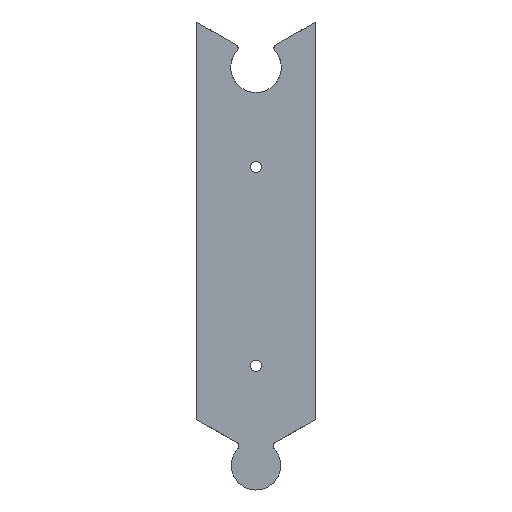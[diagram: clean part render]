
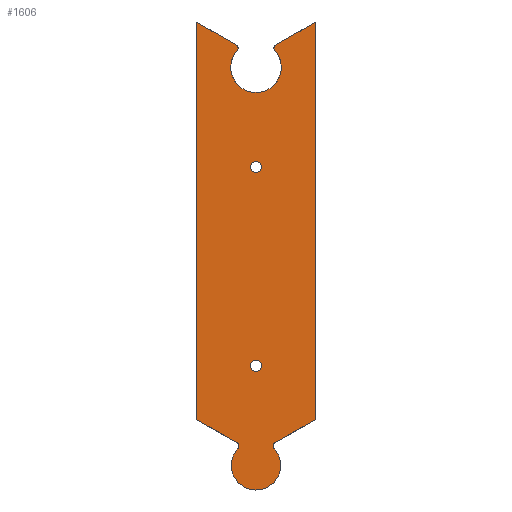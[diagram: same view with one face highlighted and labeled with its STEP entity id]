
A CAD part, front view. The second image highlights one B-rep face of the part: STEP entity #1606.
In plain terms, the highlighted planar face has unit normal (0, -1, 0).
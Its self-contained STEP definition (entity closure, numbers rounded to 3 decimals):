
#455=DIRECTION('',(0.866,0.,0.5));
#456=VECTOR('',#455,23.129);
#457=CARTESIAN_POINT('',(9.77,0.,-211.749));
#458=LINE('',#457,#456);
#462=CARTESIAN_POINT('',(10.82,0.,-213.568));
#463=DIRECTION('',(0.,1.,0.));
#464=DIRECTION('',(-0.746,0.,-0.666));
#465=AXIS2_PLACEMENT_3D('',#462,#463,#464);
#470=CARTESIAN_POINT('',(0.,0.,-223.22));
#471=DIRECTION('',(0.,-1.,0.));
#472=DIRECTION('',(-0.746,0.,0.666));
#473=AXIS2_PLACEMENT_3D('',#470,#471,#472);
#478=CARTESIAN_POINT('',(-10.82,0.,-213.568));
#479=DIRECTION('',(0.,1.,0.));
#480=DIRECTION('',(0.5,0.,0.866));
#481=AXIS2_PLACEMENT_3D('',#478,#479,#480);
#486=DIRECTION('',(0.866,0.,-0.5));
#487=VECTOR('',#486,23.129);
#488=CARTESIAN_POINT('',(-29.8,0.,-200.185));
#489=LINE('',#488,#487);
#493=DIRECTION('',(-0.866,0.,0.5));
#494=VECTOR('',#493,22.955);
#495=CARTESIAN_POINT('',(-9.92,0.,-11.709));
#496=LINE('',#495,#494);
#500=CARTESIAN_POINT('',(-10.82,0.,-13.268));
#501=DIRECTION('',(0.,-1.,0.));
#502=DIRECTION('',(0.746,0.,-0.666));
#503=AXIS2_PLACEMENT_3D('',#500,#501,#502);
#508=CARTESIAN_POINT('',(0.,0.,-22.92));
#509=DIRECTION('',(0.,1.,0.));
#510=DIRECTION('',(0.746,0.,0.666));
#511=AXIS2_PLACEMENT_3D('',#508,#509,#510);
#516=CARTESIAN_POINT('',(10.82,0.,-13.268));
#517=DIRECTION('',(0.,-1.,0.));
#518=DIRECTION('',(-0.5,0.,0.866));
#519=AXIS2_PLACEMENT_3D('',#516,#517,#518);
#524=DIRECTION('',(-0.866,0.,-0.5));
#525=VECTOR('',#524,22.955);
#526=CARTESIAN_POINT('',(29.8,0.,-0.231));
#527=LINE('',#526,#525);
#531=CARTESIAN_POINT('',(0.,0.,-73.07));
#532=DIRECTION('',(0.,1.,0.));
#533=DIRECTION('',(0.,0.,-1.));
#534=AXIS2_PLACEMENT_3D('',#531,#532,#533);
#539=CARTESIAN_POINT('',(0.,0.,-73.07));
#540=DIRECTION('',(0.,1.,0.));
#541=DIRECTION('',(0.,0.,1.));
#542=AXIS2_PLACEMENT_3D('',#539,#540,#541);
#547=CARTESIAN_POINT('',(0.,0.,-173.07));
#548=DIRECTION('',(0.,1.,0.));
#549=DIRECTION('',(0.,0.,-1.));
#550=AXIS2_PLACEMENT_3D('',#547,#548,#549);
#555=CARTESIAN_POINT('',(0.,0.,-173.07));
#556=DIRECTION('',(0.,1.,0.));
#557=DIRECTION('',(0.,0.,1.));
#558=AXIS2_PLACEMENT_3D('',#555,#556,#557);
#663=CARTESIAN_POINT('',(29.8,0.,-200.185));
#672=DIRECTION('',(0.,0.,-1.));
#673=VECTOR('',#672,199.954);
#674=CARTESIAN_POINT('',(29.8,0.,-0.231));
#675=LINE('',#674,#673);
#790=DIRECTION('',(0.,0.,1.));
#791=VECTOR('',#790,199.954);
#792=CARTESIAN_POINT('',(-29.8,0.,-200.185));
#793=LINE('',#792,#791);
#1066=CARTESIAN_POINT('',(-29.8,0.,-200.185));
#1067=CARTESIAN_POINT('',(-29.8,0.,-0.231));
#1068=VERTEX_POINT('',#1066);
#1069=VERTEX_POINT('',#1067);
#1088=CARTESIAN_POINT('',(-9.253,0.,-214.966));
#1090=VERTEX_POINT('',#1088);
#1106=VERTEX_POINT('',#663);
#1116=CARTESIAN_POINT('',(-9.92,0.,-11.709));
#1117=VERTEX_POINT('',#1116);
#1144=CARTESIAN_POINT('',(-9.477,0.,-14.466));
#1145=VERTEX_POINT('',#1144);
#1150=CARTESIAN_POINT('',(-9.77,0.,-211.749));
#1152=VERTEX_POINT('',#1150);
#1162=CARTESIAN_POINT('',(9.92,0.,-11.709));
#1163=VERTEX_POINT('',#1162);
#1168=CARTESIAN_POINT('',(9.477,0.,-14.466));
#1169=VERTEX_POINT('',#1168);
#1200=CARTESIAN_POINT('',(29.8,0.,-0.231));
#1201=VERTEX_POINT('',#1200);
#1216=CARTESIAN_POINT('',(9.77,0.,-211.749));
#1217=VERTEX_POINT('',#1216);
#1224=CARTESIAN_POINT('',(9.253,0.,-214.966));
#1225=VERTEX_POINT('',#1224);
#1226=CARTESIAN_POINT('',(0.,0.,-170.22));
#1228=VERTEX_POINT('',#1226);
#1230=CARTESIAN_POINT('',(0.,0.,-175.92));
#1232=VERTEX_POINT('',#1230);
#1234=CARTESIAN_POINT('',(0.,0.,-70.22));
#1236=VERTEX_POINT('',#1234);
#1238=CARTESIAN_POINT('',(0.,0.,-75.92));
#1240=VERTEX_POINT('',#1238);
#1567=CARTESIAN_POINT('',(30.,0.,-550.));
#1568=DIRECTION('',(0.,-1.,0.));
#1569=DIRECTION('',(0.,0.,-1.));
#1570=AXIS2_PLACEMENT_3D('',#1567,#1568,#1569);
#1571=PLANE('',#1570);
#1573=ORIENTED_EDGE('',*,*,#1572,.F.);
#1575=ORIENTED_EDGE('',*,*,#1574,.F.);
#1577=ORIENTED_EDGE('',*,*,#1576,.F.);
#1579=ORIENTED_EDGE('',*,*,#1578,.F.);
#1580=ORIENTED_EDGE('',*,*,#1549,.F.);
#1582=ORIENTED_EDGE('',*,*,#1581,.T.);
#1583=ORIENTED_EDGE('',*,*,#1522,.F.);
#1584=ORIENTED_EDGE('',*,*,#1501,.F.);
#1585=ORIENTED_EDGE('',*,*,#1330,.F.);
#1587=ORIENTED_EDGE('',*,*,#1586,.F.);
#1589=ORIENTED_EDGE('',*,*,#1588,.F.);
#1591=ORIENTED_EDGE('',*,*,#1590,.T.);
#1592=EDGE_LOOP('',(#1573,#1575,#1577,#1579,#1580,#1582,#1583,#1584,#1585,#1587,
#1589,#1591));
#1593=FACE_OUTER_BOUND('',#1592,.F.);
#1595=ORIENTED_EDGE('',*,*,#1594,.F.);
#1597=ORIENTED_EDGE('',*,*,#1596,.F.);
#1598=EDGE_LOOP('',(#1595,#1597));
#1599=FACE_BOUND('',#1598,.F.);
#1601=ORIENTED_EDGE('',*,*,#1600,.F.);
#1603=ORIENTED_EDGE('',*,*,#1602,.F.);
#1604=EDGE_LOOP('',(#1601,#1603));
#1605=FACE_BOUND('',#1604,.F.);
#1606=ADVANCED_FACE('',(#1593,#1599,#1605),#1571,.T.);
#466=CIRCLE('',#465,2.1);
#474=CIRCLE('',#473,12.4);
#482=CIRCLE('',#481,2.1);
#504=CIRCLE('',#503,1.8);
#512=CIRCLE('',#511,12.7);
#520=CIRCLE('',#519,1.8);
#535=CIRCLE('',#534,2.85);
#543=CIRCLE('',#542,2.85);
#551=CIRCLE('',#550,2.85);
#559=CIRCLE('',#558,2.85);
#1330=EDGE_CURVE('',#1169,#1145,#512,.T.);
#1501=EDGE_CURVE('',#1145,#1117,#504,.T.);
#1522=EDGE_CURVE('',#1117,#1069,#496,.T.);
#1549=EDGE_CURVE('',#1068,#1152,#489,.T.);
#1572=EDGE_CURVE('',#1217,#1106,#458,.T.);
#1574=EDGE_CURVE('',#1225,#1217,#466,.T.);
#1576=EDGE_CURVE('',#1090,#1225,#474,.T.);
#1578=EDGE_CURVE('',#1152,#1090,#482,.T.);
#1581=EDGE_CURVE('',#1068,#1069,#793,.T.);
#1586=EDGE_CURVE('',#1163,#1169,#520,.T.);
#1588=EDGE_CURVE('',#1201,#1163,#527,.T.);
#1590=EDGE_CURVE('',#1201,#1106,#675,.T.);
#1594=EDGE_CURVE('',#1240,#1236,#535,.T.);
#1596=EDGE_CURVE('',#1236,#1240,#543,.T.);
#1600=EDGE_CURVE('',#1232,#1228,#551,.T.);
#1602=EDGE_CURVE('',#1228,#1232,#559,.T.);
